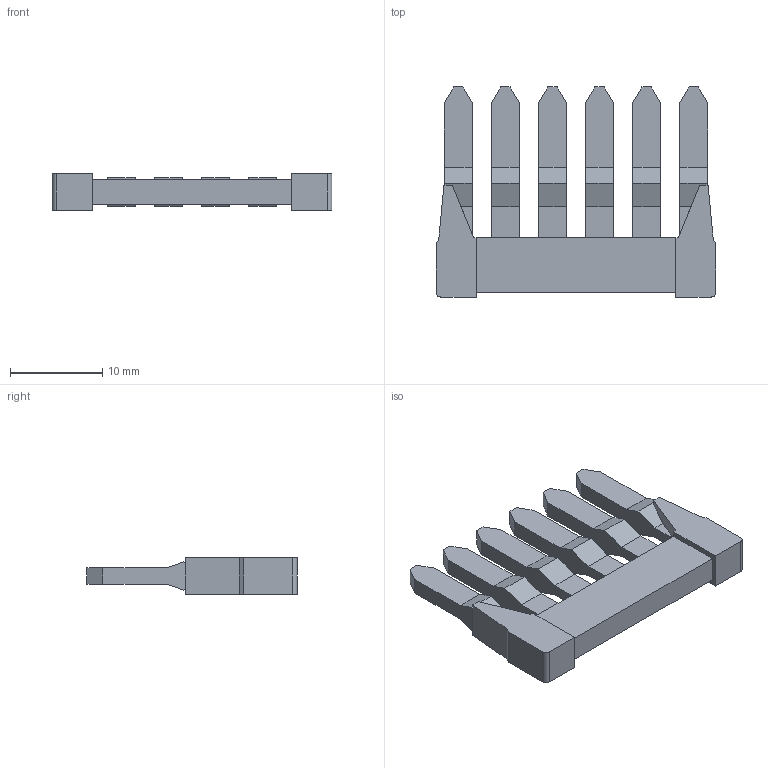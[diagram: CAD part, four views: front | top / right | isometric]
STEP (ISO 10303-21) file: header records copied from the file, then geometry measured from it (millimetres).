
FILE_DESCRIPTION((''),'2;1');
FILE_NAME('17205_SQI_2,5_6','2023-02-09T',('Andreas Nolte'),(''),'CREO PARAMETRIC BY PTC INC, 2017300','CREO PARAMETRIC BY PTC INC, 2017300','');
FILE_SCHEMA(('CONFIG_CONTROL_DESIGN'));
Length unit declared in the file: millimetre
Products named in the file (1): 17205_SQI_2,5_6
Bounding box: 30.3 x 22.77 x 4 mm (x, y, z)
Volume: 1163.4 mm3; surface area: 1593.4 mm2
Topology: 1 solids, 1 shells, 102 faces, 288 edges, 192 vertices
Faces by surface type: plane 100, cylinder 2
Entity records: 3316 total; most frequent: CARTESIAN_POINT 582, ORIENTED_EDGE 576, DIRECTION 496, EDGE_CURVE 288, VECTOR 284, LINE 284, VERTEX_POINT 192, AXIS2_PLACEMENT_3D 106
